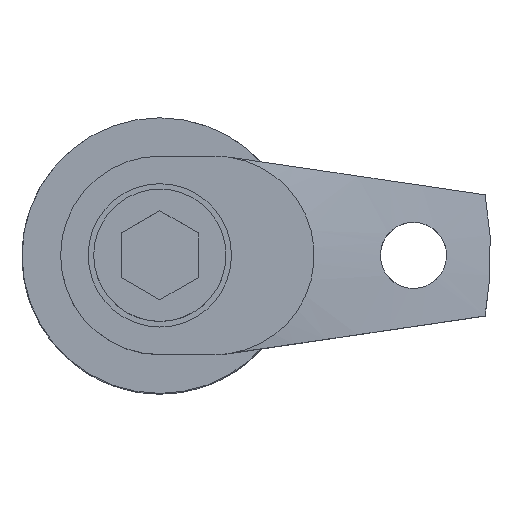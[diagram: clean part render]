
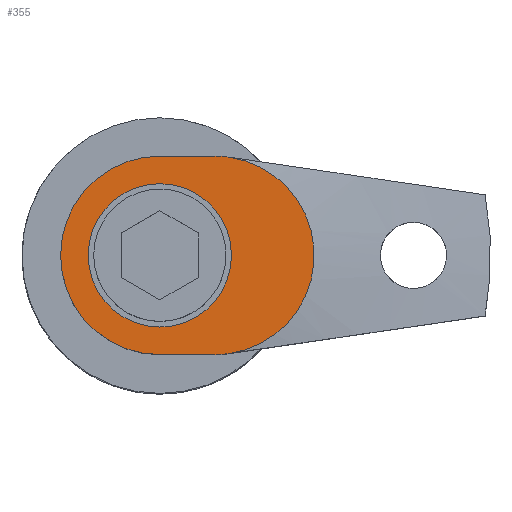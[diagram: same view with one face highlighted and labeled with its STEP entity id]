
A CAD part, top view. The second image highlights one B-rep face of the part: STEP entity #355.
In plain terms, the highlighted planar face has unit normal (0, 0, 1).
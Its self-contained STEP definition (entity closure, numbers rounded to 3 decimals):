
#5 = LINE ( 'NONE', #1360, #2144 ) ;
#34 = ORIENTED_EDGE ( 'NONE', *, *, #1186, .T. ) ;
#83 = EDGE_CURVE ( 'NONE', #1910, #405, #1110, .T. ) ;
#98 = DIRECTION ( 'NONE',  ( 0., 0., 1. ) ) ;
#101 = EDGE_LOOP ( 'NONE', ( #374, #2434 ) ) ;
#106 = CIRCLE ( 'NONE', #422, 18. ) ;
#128 = DIRECTION ( 'NONE',  ( 0., 0., 1. ) ) ;
#141 = FACE_BOUND ( 'NONE', #101, .T. ) ;
#143 = CARTESIAN_POINT ( 'NONE',  ( 10., 18., 60. ) ) ;
#163 = DIRECTION ( 'NONE',  ( 1., 0., 0. ) ) ;
#188 = EDGE_CURVE ( 'NONE', #405, #1910, #293, .T. ) ;
#250 = AXIS2_PLACEMENT_3D ( 'NONE', #2217, #98, #2398 ) ;
#253 = ORIENTED_EDGE ( 'NONE', *, *, #887, .T. ) ;
#293 = CIRCLE ( 'NONE', #1880, 13. ) ;
#312 = CARTESIAN_POINT ( 'NONE',  ( 10., 0., 60. ) ) ;
#317 = ORIENTED_EDGE ( 'NONE', *, *, #2099, .T. ) ;
#343 = CIRCLE ( 'NONE', #1722, 18. ) ;
#355 = ADVANCED_FACE ( 'NONE', ( #141, #367 ), #1538, .T. ) ;
#367 = FACE_OUTER_BOUND ( 'NONE', #1148, .T. ) ;
#374 = ORIENTED_EDGE ( 'NONE', *, *, #188, .F. ) ;
#398 = EDGE_CURVE ( 'NONE', #1311, #2022, #5, .T. ) ;
#405 = VERTEX_POINT ( 'NONE', #807 ) ;
#422 = AXIS2_PLACEMENT_3D ( 'NONE', #2476, #1381, #163 ) ;
#458 = CARTESIAN_POINT ( 'NONE',  ( 0., -18., 60. ) ) ;
#521 = CARTESIAN_POINT ( 'NONE',  ( 10., 0., 60. ) ) ;
#544 = DIRECTION ( 'NONE',  ( 0., 0., 1. ) ) ;
#583 = CIRCLE ( 'NONE', #1999, 18. ) ;
#634 = EDGE_CURVE ( 'NONE', #1521, #790, #1079, .T. ) ;
#687 = EDGE_CURVE ( 'NONE', #1946, #1411, #583, .T. ) ;
#688 = CARTESIAN_POINT ( 'NONE',  ( 10., 0., 60. ) ) ;
#706 = VECTOR ( 'NONE', #1828, 1000. ) ;
#724 = CARTESIAN_POINT ( 'NONE',  ( 0., 18., 60. ) ) ;
#726 = CARTESIAN_POINT ( 'NONE',  ( 0., 0., 60. ) ) ;
#790 = VERTEX_POINT ( 'NONE', #724 ) ;
#807 = CARTESIAN_POINT ( 'NONE',  ( 13., 0., 60. ) ) ;
#885 = DIRECTION ( 'NONE',  ( -1., 0., 0. ) ) ;
#887 = EDGE_CURVE ( 'NONE', #2022, #1411, #1227, .T. ) ;
#1062 = CARTESIAN_POINT ( 'NONE',  ( -18., 0., 60. ) ) ;
#1079 = LINE ( 'NONE', #1661, #706 ) ;
#1084 = DIRECTION ( 'NONE',  ( 0., 0., 1. ) ) ;
#1086 = ORIENTED_EDGE ( 'NONE', *, *, #687, .F. ) ;
#1104 = ORIENTED_EDGE ( 'NONE', *, *, #398, .T. ) ;
#1110 = CIRCLE ( 'NONE', #250, 13. ) ;
#1143 = DIRECTION ( 'NONE',  ( 1., 0., 0. ) ) ;
#1148 = EDGE_LOOP ( 'NONE', ( #253, #1086, #34, #2303, #317, #1937, #1104 ) ) ;
#1179 = VERTEX_POINT ( 'NONE', #1062 ) ;
#1186 = EDGE_CURVE ( 'NONE', #1946, #1521, #1884, .T. ) ;
#1227 = CIRCLE ( 'NONE', #2421, 18. ) ;
#1230 = AXIS2_PLACEMENT_3D ( 'NONE', #312, #1834, #1667 ) ;
#1267 = DIRECTION ( 'NONE',  ( 0., 0., -1. ) ) ;
#1270 = CARTESIAN_POINT ( 'NONE',  ( 0., 0., 60. ) ) ;
#1294 = CARTESIAN_POINT ( 'NONE',  ( 12.615, -17.809, 60. ) ) ;
#1303 = DIRECTION ( 'NONE',  ( 1., 0., 0. ) ) ;
#1311 = VERTEX_POINT ( 'NONE', #458 ) ;
#1360 = CARTESIAN_POINT ( 'NONE',  ( 0., -18., 60. ) ) ;
#1381 = DIRECTION ( 'NONE',  ( 0., 0., 1. ) ) ;
#1411 = VERTEX_POINT ( 'NONE', #1294 ) ;
#1490 = DIRECTION ( 'NONE',  ( 0., 0., 1. ) ) ;
#1521 = VERTEX_POINT ( 'NONE', #143 ) ;
#1538 = PLANE ( 'NONE',  #1553 ) ;
#1553 = AXIS2_PLACEMENT_3D ( 'NONE', #726, #1490, #1143 ) ;
#1661 = CARTESIAN_POINT ( 'NONE',  ( 10., 18., 60. ) ) ;
#1667 = DIRECTION ( 'NONE',  ( 1., 0., 0. ) ) ;
#1708 = DIRECTION ( 'NONE',  ( 1., 0., 0. ) ) ;
#1722 = AXIS2_PLACEMENT_3D ( 'NONE', #2242, #128, #1303 ) ;
#1828 = DIRECTION ( 'NONE',  ( -1., 0., 0. ) ) ;
#1829 = CARTESIAN_POINT ( 'NONE',  ( -13., 0., 60. ) ) ;
#1834 = DIRECTION ( 'NONE',  ( 0., 0., 1. ) ) ;
#1841 = CARTESIAN_POINT ( 'NONE',  ( 10., -18., 60. ) ) ;
#1858 = DIRECTION ( 'NONE',  ( 1., 0., 0. ) ) ;
#1879 = CARTESIAN_POINT ( 'NONE',  ( 12.615, 17.809, 60. ) ) ;
#1880 = AXIS2_PLACEMENT_3D ( 'NONE', #1270, #1084, #1858 ) ;
#1884 = CIRCLE ( 'NONE', #1230, 18. ) ;
#1910 = VERTEX_POINT ( 'NONE', #1829 ) ;
#1937 = ORIENTED_EDGE ( 'NONE', *, *, #1939, .T. ) ;
#1939 = EDGE_CURVE ( 'NONE', #1179, #1311, #343, .T. ) ;
#1946 = VERTEX_POINT ( 'NONE', #1879 ) ;
#1999 = AXIS2_PLACEMENT_3D ( 'NONE', #688, #1267, #885 ) ;
#2022 = VERTEX_POINT ( 'NONE', #1841 ) ;
#2099 = EDGE_CURVE ( 'NONE', #790, #1179, #106, .T. ) ;
#2133 = DIRECTION ( 'NONE',  ( 1., 0., 0. ) ) ;
#2144 = VECTOR ( 'NONE', #2133, 1000. ) ;
#2217 = CARTESIAN_POINT ( 'NONE',  ( 0., 0., 60. ) ) ;
#2242 = CARTESIAN_POINT ( 'NONE',  ( 0., 0., 60. ) ) ;
#2303 = ORIENTED_EDGE ( 'NONE', *, *, #634, .T. ) ;
#2398 = DIRECTION ( 'NONE',  ( 1., 0., 0. ) ) ;
#2421 = AXIS2_PLACEMENT_3D ( 'NONE', #521, #544, #1708 ) ;
#2434 = ORIENTED_EDGE ( 'NONE', *, *, #83, .F. ) ;
#2476 = CARTESIAN_POINT ( 'NONE',  ( 0., 0., 60. ) ) ;
